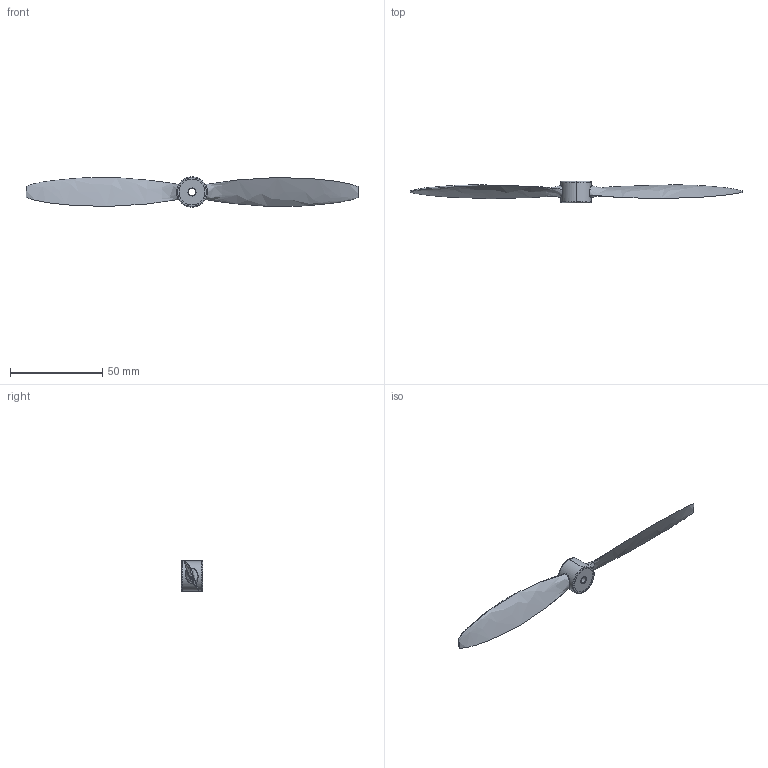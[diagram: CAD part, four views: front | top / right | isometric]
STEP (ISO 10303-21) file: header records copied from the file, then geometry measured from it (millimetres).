
FILE_DESCRIPTION (( 'STEP AP214' ), '1' );
FILE_NAME ('BLDC Propeller.STEP', '2025-07-06T04:48:38', ( '' ), ( '' ), 'SwSTEP 2.0', 'SolidWorks 2025', '' );
FILE_SCHEMA (( 'AUTOMOTIVE_DESIGN' ));
Length unit declared in the file: millimetre
Products named in the file (1): BLDC Propeller
Bounding box: 180 x 11.46 x 16.36 mm (x, y, z)
Volume: 5611.3 mm3; surface area: 5858.9 mm2
Topology: 1 solids, 1 shells, 27 faces, 58 edges, 36 vertices
Faces by surface type: bspline 12, cylinder 6, plane 5, torus 4
Entity records: 3844 total; most frequent: CARTESIAN_POINT 3323, ORIENTED_EDGE 116, DIRECTION 70, EDGE_CURVE 58, VERTEX_POINT 36, B_SPLINE_CURVE_WITH_KNOTS 36, AXIS2_PLACEMENT_3D 32, EDGE_LOOP 32
